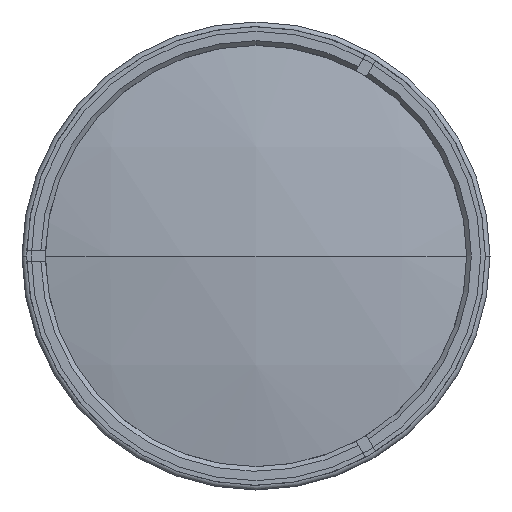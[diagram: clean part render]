
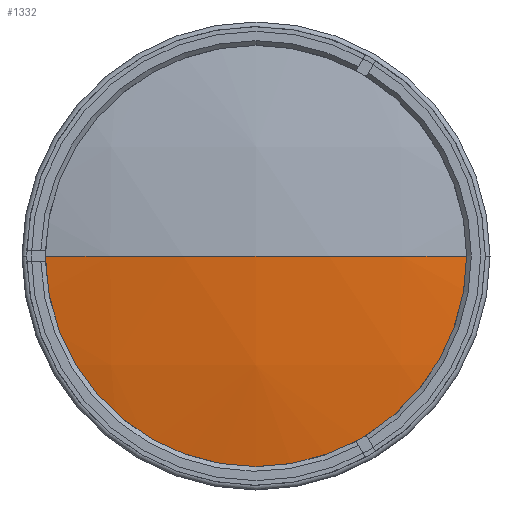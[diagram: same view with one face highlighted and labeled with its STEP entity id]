
A CAD part, left-side view. The second image highlights one B-rep face of the part: STEP entity #1332.
In plain terms, the highlighted spherical face has radius 224 mm.
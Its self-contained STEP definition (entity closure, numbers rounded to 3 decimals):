
#35 = CIRCLE ( 'NONE', #4620, 46.5 ) ;
#484 = DIRECTION ( 'NONE',  ( 0., 1., 0. ) ) ;
#490 = EDGE_CURVE ( 'NONE', #1871, #2453, #35, .T. ) ;
#495 = DIRECTION ( 'NONE',  ( 0., 0., -1. ) ) ;
#503 = CARTESIAN_POINT ( 'NONE',  ( 36.615, 0., 0. ) ) ;
#550 = CIRCLE ( 'NONE', #1935, 224. ) ;
#744 = AXIS2_PLACEMENT_3D ( 'NONE', #4707, #2212, #2176 ) ;
#908 = CARTESIAN_POINT ( 'NONE',  ( -182.505, -46.5, 0. ) ) ;
#1001 = EDGE_CURVE ( 'NONE', #2453, #4850, #550, .T. ) ;
#1130 = EDGE_CURVE ( 'NONE', #1871, #4850, #5718, .T. ) ;
#1223 = EDGE_LOOP ( 'NONE', ( #3361, #1377, #5367 ) ) ;
#1267 = FACE_OUTER_BOUND ( 'NONE', #1223, .T. ) ;
#1332 = ADVANCED_FACE ( 'NONE', ( #1267 ), #4292, .T. ) ;
#1377 = ORIENTED_EDGE ( 'NONE', *, *, #1001, .T. ) ;
#1871 = VERTEX_POINT ( 'NONE', #3673 ) ;
#1935 = AXIS2_PLACEMENT_3D ( 'NONE', #503, #495, #484 ) ;
#2176 = DIRECTION ( 'NONE',  ( 0., -1., 0. ) ) ;
#2212 = DIRECTION ( 'NONE',  ( 0., 0., 1. ) ) ;
#2453 = VERTEX_POINT ( 'NONE', #908 ) ;
#3361 = ORIENTED_EDGE ( 'NONE', *, *, #490, .T. ) ;
#3526 = AXIS2_PLACEMENT_3D ( 'NONE', #4622, #4608, #4581 ) ;
#3673 = CARTESIAN_POINT ( 'NONE',  ( -182.505, 46.5, 0. ) ) ;
#3751 = DIRECTION ( 'NONE',  ( 0., 0., 1. ) ) ;
#3755 = DIRECTION ( 'NONE',  ( -1., 0., 0. ) ) ;
#3758 = CARTESIAN_POINT ( 'NONE',  ( -182.505, 0., 0. ) ) ;
#4292 = SPHERICAL_SURFACE ( 'NONE', #3526, 224. ) ;
#4581 = DIRECTION ( 'NONE',  ( 0., 1., 0. ) ) ;
#4608 = DIRECTION ( 'NONE',  ( 0., 0., -1. ) ) ;
#4620 = AXIS2_PLACEMENT_3D ( 'NONE', #3758, #3755, #3751 ) ;
#4622 = CARTESIAN_POINT ( 'NONE',  ( 36.615, 0., 0. ) ) ;
#4707 = CARTESIAN_POINT ( 'NONE',  ( 36.615, 0., 0. ) ) ;
#4850 = VERTEX_POINT ( 'NONE', #5587 ) ;
#5367 = ORIENTED_EDGE ( 'NONE', *, *, #1130, .F. ) ;
#5587 = CARTESIAN_POINT ( 'NONE',  ( -187.385, 0., 0. ) ) ;
#5718 = CIRCLE ( 'NONE', #744, 224. ) ;
